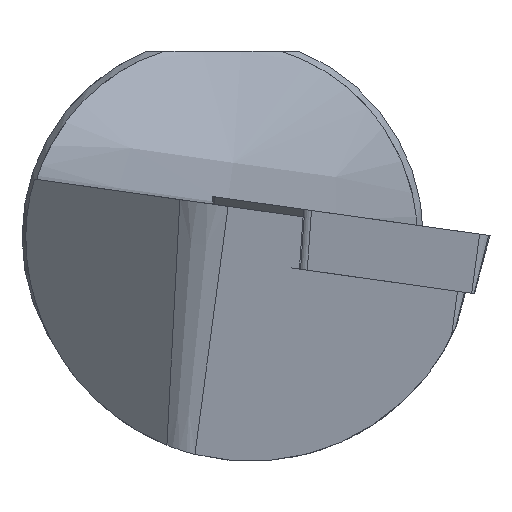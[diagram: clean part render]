
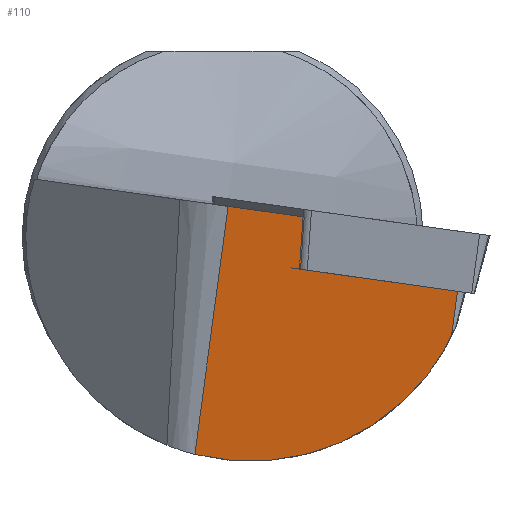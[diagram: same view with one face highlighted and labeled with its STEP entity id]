
A CAD part, left-side view. The second image highlights one B-rep face of the part: STEP entity #110.
In plain terms, the highlighted planar face has unit normal (-0.991, 0.068, -0.114).
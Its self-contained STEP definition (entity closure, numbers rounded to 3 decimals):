
#110=ADVANCED_FACE('',(#164),#146,.T.);
#146=PLANE('',#668);
#164=FACE_OUTER_BOUND('',#199,.T.);
#199=EDGE_LOOP('',(#245,#246,#247,#248,#249,#250));
#236=ELLIPSE('',#667,9.029,8.95);
#245=ORIENTED_EDGE('',*,*,#487,.F.);
#246=ORIENTED_EDGE('',*,*,#488,.F.);
#247=ORIENTED_EDGE('',*,*,#489,.T.);
#248=ORIENTED_EDGE('',*,*,#490,.T.);
#249=ORIENTED_EDGE('',*,*,#491,.F.);
#250=ORIENTED_EDGE('',*,*,#492,.F.);
#427=VERTEX_POINT('',#901);
#428=VERTEX_POINT('',#902);
#429=VERTEX_POINT('',#904);
#430=VERTEX_POINT('',#906);
#431=VERTEX_POINT('',#908);
#432=VERTEX_POINT('',#910);
#487=EDGE_CURVE('',#427,#428,#578,.T.);
#488=EDGE_CURVE('',#429,#427,#579,.T.);
#489=EDGE_CURVE('',#429,#430,#580,.T.);
#490=EDGE_CURVE('',#430,#431,#236,.T.);
#491=EDGE_CURVE('',#432,#431,#581,.T.);
#492=EDGE_CURVE('',#428,#432,#582,.T.);
#578=LINE('',#900,#622);
#579=LINE('',#903,#623);
#580=LINE('',#905,#624);
#581=LINE('',#909,#625);
#582=LINE('',#911,#626);
#622=VECTOR('',#731,1.);
#623=VECTOR('',#732,1.);
#624=VECTOR('',#733,1.);
#625=VECTOR('',#736,1.);
#626=VECTOR('',#737,1.);
#667=AXIS2_PLACEMENT_3D('',#907,#734,#735);
#668=AXIS2_PLACEMENT_3D('',#912,#738,#739);
#731=DIRECTION('',(0.118,0.069,-0.991));
#732=DIRECTION('',(-0.052,-0.989,-0.139));
#733=DIRECTION('',(0.122,0.132,-0.984));
#734=DIRECTION('',(-0.991,0.068,-0.114));
#735=DIRECTION('',(0.132,0.509,-0.851));
#736=DIRECTION('',(0.122,0.132,-0.984));
#737=DIRECTION('',(-0.052,-0.989,-0.139));
#738=DIRECTION('',(-0.991,0.068,-0.114));
#739=DIRECTION('',(-0.114,0.,0.994));
#900=CARTESIAN_POINT('',(0.554,-3.241,0.68));
#901=CARTESIAN_POINT('',(0.541,-3.249,0.786));
#902=CARTESIAN_POINT('',(0.789,-3.104,-1.294));
#903=CARTESIAN_POINT('',(0.206,-9.635,-0.111));
#904=CARTESIAN_POINT('',(0.7,-0.217,1.213));
#905=CARTESIAN_POINT('',(0.663,-0.257,1.51));
#906=CARTESIAN_POINT('',(1.923,1.109,-8.673));
#907=CARTESIAN_POINT('',(0.778,-1.1,0.));
#908=CARTESIAN_POINT('',(0.685,-9.117,-3.979));
#909=CARTESIAN_POINT('',(0.17,-9.675,0.186));
#910=CARTESIAN_POINT('',(0.461,-9.359,-2.173));
#911=CARTESIAN_POINT('',(0.461,-9.359,-2.173));
#912=CARTESIAN_POINT('',(0.17,-9.675,0.186));
